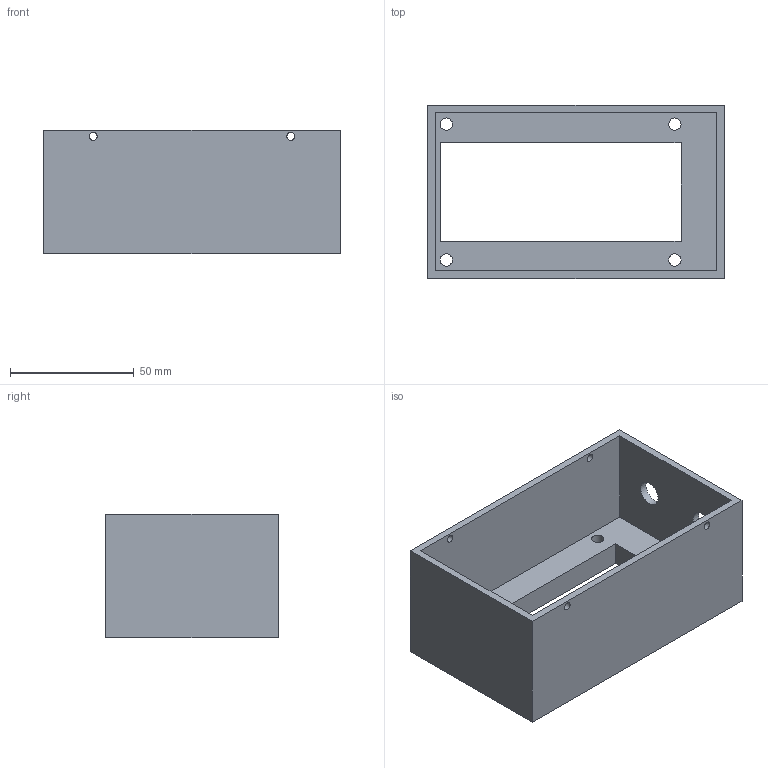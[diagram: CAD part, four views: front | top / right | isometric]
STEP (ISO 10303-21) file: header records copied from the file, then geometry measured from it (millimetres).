
FILE_DESCRIPTION(('FreeCAD Model'),'2;1');
FILE_NAME('Open CASCADE Shape Model','2025-08-13T09:21:37',('Author'),( ''),'Open CASCADE STEP processor 7.8','FreeCAD','Unknown');
FILE_SCHEMA(('AUTOMOTIVE_DESIGN { 1 0 10303 214 1 1 1 1 }'));
Length unit declared in the file: millimetre
Products named in the file (1): Box
Bounding box: 120 x 70 x 50 mm (x, y, z)
Volume: 86831.3 mm3; surface area: 45407.5 mm2
Topology: 1 solids, 1 shells, 26 faces, 69 edges, 46 vertices
Faces by surface type: plane 16, cylinder 10
Full cylindrical faces by diameter (mm): 3.2 x4, 5 x4, 10 x1
Entity records: 879 total; most frequent: DIRECTION 143, CARTESIAN_POINT 142, ORIENTED_EDGE 138, EDGE_CURVE 69, FACE_BOUND 49, EDGE_LOOP 49, LINE 49, VECTOR 49
